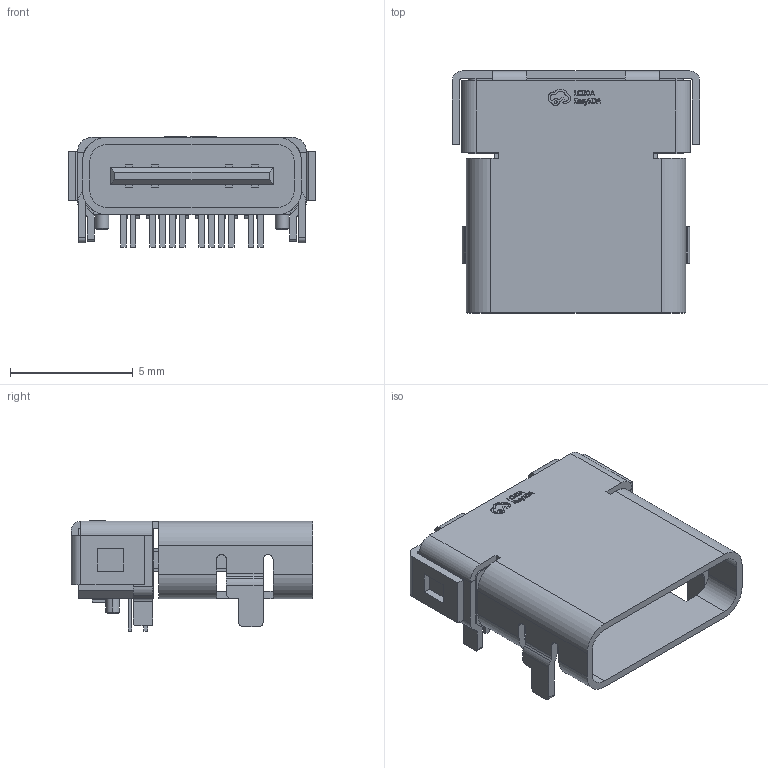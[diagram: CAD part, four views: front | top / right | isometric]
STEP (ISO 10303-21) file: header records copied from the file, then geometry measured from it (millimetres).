
FILE_DESCRIPTION (( 'STEP AP214' ), '1' );
FILE_NAME ('TYPE-C-USB-SMD_QCHT-143.STEP', '2023-08-02T15:03:26', ( '' ), ( '' ), 'SwSTEP 2.0', 'SolidWorks 2020', '' );
FILE_SCHEMA (( 'AUTOMOTIVE_DESIGN' ));
Length unit declared in the file: millimetre
Products named in the file (1): TYPE-C-USB-SMD_QCHT-143
Bounding box: 10.1 x 9.87 x 4.49 mm (x, y, z)
Volume: 160.4 mm3; surface area: 662 mm2
Topology: 2 solids, 2 shells, 606 faces, 1673 edges, 1110 vertices
Faces by surface type: plane 416, bspline 98, cylinder 88, cone 4
Entity records: 26352 total; most frequent: CARTESIAN_POINT 4696, ORIENTED_EDGE 3346, DIRECTION 2673, EDGE_CURVE 1673, LINE 1291, VECTOR 1291, VERTEX_POINT 1110, AXIS2_PLACEMENT_3D 691
